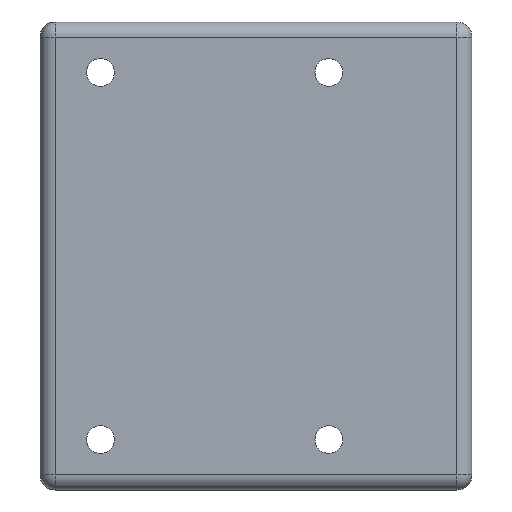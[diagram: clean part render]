
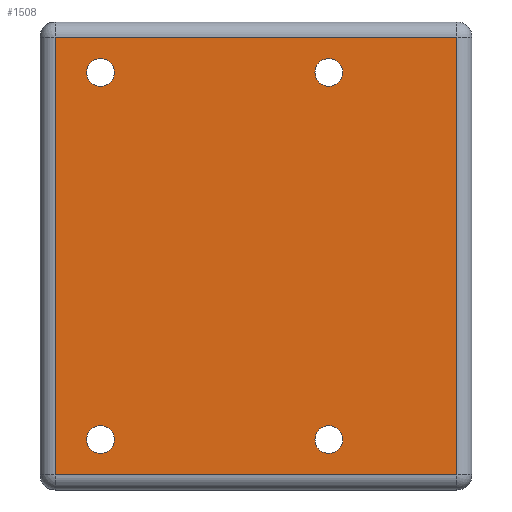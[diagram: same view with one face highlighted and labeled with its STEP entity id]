
A CAD part, front view. The second image highlights one B-rep face of the part: STEP entity #1508.
In plain terms, the highlighted planar face has unit normal (0, -1, 0).
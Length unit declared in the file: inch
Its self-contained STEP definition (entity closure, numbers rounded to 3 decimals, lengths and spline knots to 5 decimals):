
#25=FACE_BOUND('',#584,.T.);
#26=FACE_BOUND('',#585,.T.);
#27=FACE_BOUND('',#586,.T.);
#28=FACE_BOUND('',#587,.T.);
#80=PLANE('',#1669);
#201=LINE('',#2445,#346);
#206=LINE('',#2469,#351);
#210=LINE('',#2475,#355);
#212=LINE('',#2479,#357);
#346=VECTOR('',#1976,0.3937);
#351=VECTOR('',#2009,0.3937);
#355=VECTOR('',#2017,0.3937);
#357=VECTOR('',#2023,0.3937);
#482=FACE_OUTER_BOUND('',#583,.T.);
#583=EDGE_LOOP('',(#1288,#1289,#1290,#1291));
#584=EDGE_LOOP('',(#1292));
#585=EDGE_LOOP('',(#1293));
#586=EDGE_LOOP('',(#1294));
#587=EDGE_LOOP('',(#1295));
#678=CIRCLE('',#1670,0.0689);
#679=CIRCLE('',#1671,0.0689);
#680=CIRCLE('',#1672,0.0689);
#681=CIRCLE('',#1673,0.0689);
#782=VERTEX_POINT('',#2429);
#783=VERTEX_POINT('',#2438);
#786=VERTEX_POINT('',#2451);
#788=VERTEX_POINT('',#2462);
#796=VERTEX_POINT('',#2494);
#797=VERTEX_POINT('',#2496);
#798=VERTEX_POINT('',#2498);
#799=VERTEX_POINT('',#2500);
#958=EDGE_CURVE('',#783,#782,#201,.T.);
#971=EDGE_CURVE('',#788,#783,#206,.T.);
#975=EDGE_CURVE('',#786,#788,#210,.T.);
#977=EDGE_CURVE('',#782,#786,#212,.T.);
#984=EDGE_CURVE('',#796,#796,#678,.T.);
#985=EDGE_CURVE('',#797,#797,#679,.T.);
#986=EDGE_CURVE('',#798,#798,#680,.T.);
#987=EDGE_CURVE('',#799,#799,#681,.T.);
#1288=ORIENTED_EDGE('',*,*,#958,.F.);
#1289=ORIENTED_EDGE('',*,*,#971,.F.);
#1290=ORIENTED_EDGE('',*,*,#975,.F.);
#1291=ORIENTED_EDGE('',*,*,#977,.F.);
#1292=ORIENTED_EDGE('',*,*,#984,.T.);
#1293=ORIENTED_EDGE('',*,*,#985,.T.);
#1294=ORIENTED_EDGE('',*,*,#986,.T.);
#1295=ORIENTED_EDGE('',*,*,#987,.T.);
#1508=ADVANCED_FACE('',(#482,#25,#26,#27,#28),#80,.F.);
#1669=AXIS2_PLACEMENT_3D('',#2493,#2036,#2037);
#1670=AXIS2_PLACEMENT_3D('',#2495,#2038,#2039);
#1671=AXIS2_PLACEMENT_3D('',#2497,#2040,#2041);
#1672=AXIS2_PLACEMENT_3D('',#2499,#2042,#2043);
#1673=AXIS2_PLACEMENT_3D('',#2501,#2044,#2045);
#1976=DIRECTION('',(1.,0.,0.));
#2009=DIRECTION('',(0.,0.,1.));
#2017=DIRECTION('',(-1.,0.,0.));
#2023=DIRECTION('',(0.,0.,-1.));
#2036=DIRECTION('center_axis',(0.,1.,0.));
#2037=DIRECTION('ref_axis',(0.,0.,1.));
#2038=DIRECTION('center_axis',(0.,1.,0.));
#2039=DIRECTION('ref_axis',(-1.,0.,0.));
#2040=DIRECTION('center_axis',(0.,1.,0.));
#2041=DIRECTION('ref_axis',(-1.,0.,0.));
#2042=DIRECTION('center_axis',(0.,1.,0.));
#2043=DIRECTION('ref_axis',(-1.,0.,0.));
#2044=DIRECTION('center_axis',(0.,1.,0.));
#2045=DIRECTION('ref_axis',(-1.,0.,0.));
#2429=CARTESIAN_POINT('',(-0.075,0.,-0.075));
#2438=CARTESIAN_POINT('',(-2.067,0.,-0.075));
#2445=CARTESIAN_POINT('',(-1.6065,0.,-0.075));
#2451=CARTESIAN_POINT('',(-0.075,0.,-2.246));
#2462=CARTESIAN_POINT('',(-2.067,0.,-2.246));
#2469=CARTESIAN_POINT('',(-2.067,0.,-1.74075));
#2475=CARTESIAN_POINT('',(-0.5355,0.,-2.246));
#2479=CARTESIAN_POINT('',(-0.075,0.,-0.58025));
#2493=CARTESIAN_POINT('Origin',(-1.071,0.,-1.1605));
#2494=CARTESIAN_POINT('',(-1.7731,0.,-0.25));
#2495=CARTESIAN_POINT('Origin',(-1.842,0.,-0.25));
#2496=CARTESIAN_POINT('',(-1.7731,0.,-2.071));
#2497=CARTESIAN_POINT('Origin',(-1.842,0.,-2.071));
#2498=CARTESIAN_POINT('',(-0.6411,0.,-2.071));
#2499=CARTESIAN_POINT('Origin',(-0.71,0.,-2.071));
#2500=CARTESIAN_POINT('',(-0.6411,0.,-0.25));
#2501=CARTESIAN_POINT('Origin',(-0.71,0.,-0.25));
